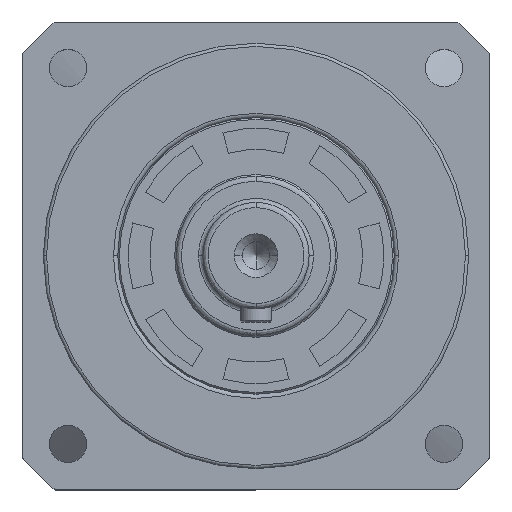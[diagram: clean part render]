
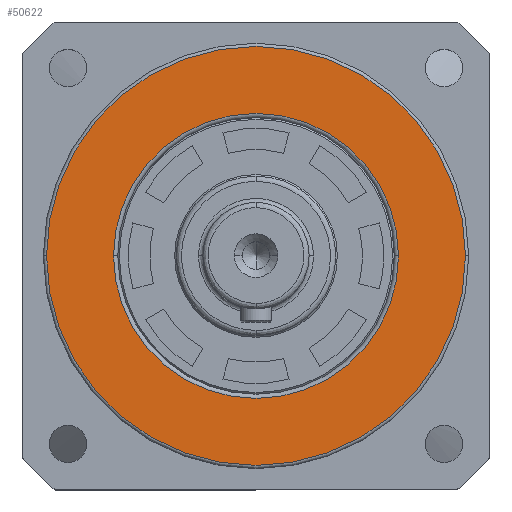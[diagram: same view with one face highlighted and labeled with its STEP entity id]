
A CAD part, top view. The second image highlights one B-rep face of the part: STEP entity #50622.
In plain terms, the highlighted planar face has unit normal (0, 0, 1).
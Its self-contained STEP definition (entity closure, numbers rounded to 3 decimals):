
#1648 = ORIENTED_EDGE ( 'NONE', *, *, #28047, .F. ) ;
#3798 = DIRECTION ( 'NONE',  ( 1., 0., 0. ) ) ;
#3806 = DIRECTION ( 'NONE',  ( 0., 0., -1. ) ) ;
#3847 = CARTESIAN_POINT ( 'NONE',  ( 0., 0., 44.5 ) ) ;
#4706 = VERTEX_POINT ( 'NONE', #25939 ) ;
#5394 = FACE_BOUND ( 'NONE', #34467, .T. ) ;
#14588 = CIRCLE ( 'NONE', #47133, 39.4 ) ;
#17752 = VERTEX_POINT ( 'NONE', #47834 ) ;
#18899 = DIRECTION ( 'NONE',  ( 0., 0., -1. ) ) ;
#20607 = CIRCLE ( 'NONE', #46054, 26.8 ) ;
#20970 = VERTEX_POINT ( 'NONE', #38668 ) ;
#21571 = CARTESIAN_POINT ( 'NONE',  ( 0., 0., 44.5 ) ) ;
#22268 = AXIS2_PLACEMENT_3D ( 'NONE', #42173, #46734, #22941 ) ;
#22941 = DIRECTION ( 'NONE',  ( 1., 0., 0. ) ) ;
#23200 = CIRCLE ( 'NONE', #40098, 39.4 ) ;
#23542 = ORIENTED_EDGE ( 'NONE', *, *, #45194, .T. ) ;
#25534 = DIRECTION ( 'NONE',  ( 1., 0., 0. ) ) ;
#25939 = CARTESIAN_POINT ( 'NONE',  ( -26.8, 0., 44.5 ) ) ;
#27647 = EDGE_CURVE ( 'NONE', #17752, #50325, #23200, .T. ) ;
#28047 = EDGE_CURVE ( 'NONE', #50325, #17752, #14588, .T. ) ;
#31316 = CIRCLE ( 'NONE', #50577, 26.8 ) ;
#31498 = ORIENTED_EDGE ( 'NONE', *, *, #42185, .T. ) ;
#34467 = EDGE_LOOP ( 'NONE', ( #31498, #23542 ) ) ;
#35634 = CARTESIAN_POINT ( 'NONE',  ( -39.4, 0., 44.5 ) ) ;
#36290 = DIRECTION ( 'NONE',  ( 1., 0., 0. ) ) ;
#36456 = DIRECTION ( 'NONE',  ( 0., 0., -1. ) ) ;
#36514 = CARTESIAN_POINT ( 'NONE',  ( 0., 0., 44.5 ) ) ;
#38668 = CARTESIAN_POINT ( 'NONE',  ( 26.8, 0., 44.5 ) ) ;
#40043 = ORIENTED_EDGE ( 'NONE', *, *, #27647, .F. ) ;
#40098 = AXIS2_PLACEMENT_3D ( 'NONE', #3847, #3806, #3798 ) ;
#41495 = EDGE_LOOP ( 'NONE', ( #40043, #1648 ) ) ;
#42173 = CARTESIAN_POINT ( 'NONE',  ( 0., 0., 44.5 ) ) ;
#42185 = EDGE_CURVE ( 'NONE', #20970, #4706, #31316, .T. ) ;
#42562 = CARTESIAN_POINT ( 'NONE',  ( 0., 0., 44.5 ) ) ;
#42686 = PLANE ( 'NONE',  #22268 ) ;
#45194 = EDGE_CURVE ( 'NONE', #4706, #20970, #20607, .T. ) ;
#46054 = AXIS2_PLACEMENT_3D ( 'NONE', #21571, #49320, #25534 ) ;
#46609 = DIRECTION ( 'NONE',  ( 1., 0., 0. ) ) ;
#46734 = DIRECTION ( 'NONE',  ( 0., 0., 1. ) ) ;
#47133 = AXIS2_PLACEMENT_3D ( 'NONE', #36514, #36456, #36290 ) ;
#47834 = CARTESIAN_POINT ( 'NONE',  ( 39.4, 0., 44.5 ) ) ;
#49320 = DIRECTION ( 'NONE',  ( 0., 0., -1. ) ) ;
#49891 = FACE_OUTER_BOUND ( 'NONE', #41495, .T. ) ;
#50325 = VERTEX_POINT ( 'NONE', #35634 ) ;
#50577 = AXIS2_PLACEMENT_3D ( 'NONE', #42562, #18899, #46609 ) ;
#50622 = ADVANCED_FACE ( 'NONE', ( #49891, #5394 ), #42686, .T. ) ;
